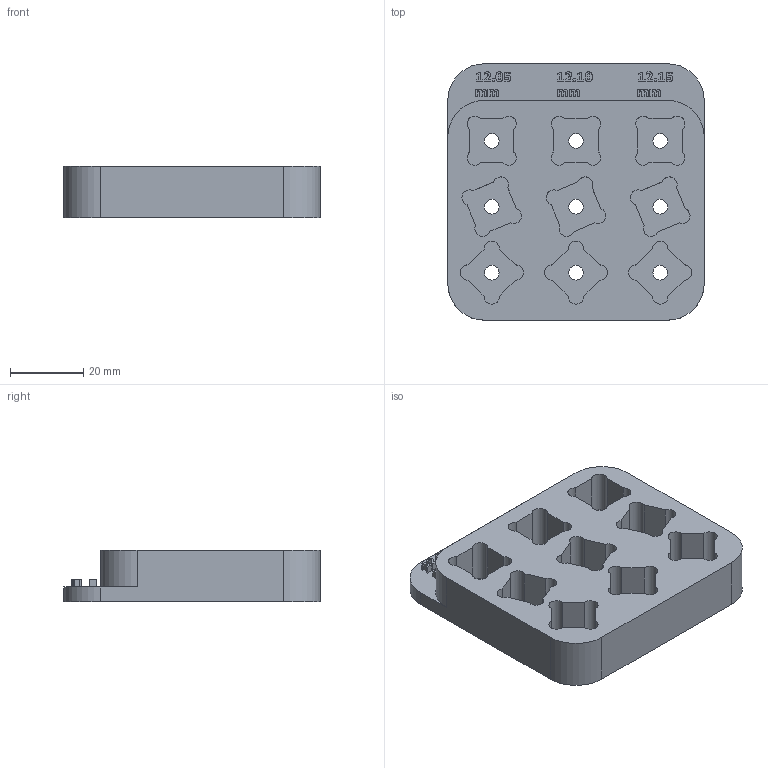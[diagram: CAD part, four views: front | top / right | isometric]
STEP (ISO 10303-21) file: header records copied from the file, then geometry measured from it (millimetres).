
FILE_DESCRIPTION(/* description */ (''),/* implementation_level */ '2;1');
FILE_NAME(/* name */ 'magnet_checker.stp',/* time_stamp */ '2025-12-02T10:55:18-03:00',/* author */ ('Carla Fernandez'),/* organization */ (''),/* preprocessor_version */ 'ST-DEVELOPER v20.1',/* originating_system */ 'Autodesk Inventor 2026',/* authorisation */ '');
FILE_SCHEMA (('AUTOMOTIVE_DESIGN { 1 0 10303 214 3 1 1 }'));
Length unit declared in the file: millimetre
Products named in the file (1): magnet_checker
Bounding box: 70 x 70 x 14 mm (x, y, z)
Volume: 43268 mm3; surface area: 19134.4 mm2
Topology: 1 solids, 1 shells, 442 faces, 1224 edges, 816 vertices
Faces by surface type: plane 238, bspline 153, cylinder 51
Full cylindrical faces by diameter (mm): 4 x9
Entity records: 15373 total; most frequent: CARTESIAN_POINT 4938, ORIENTED_EDGE 2448, DIRECTION 1600, EDGE_CURVE 1224, LINE 816, VECTOR 816, VERTEX_POINT 816, EDGE_LOOP 492
